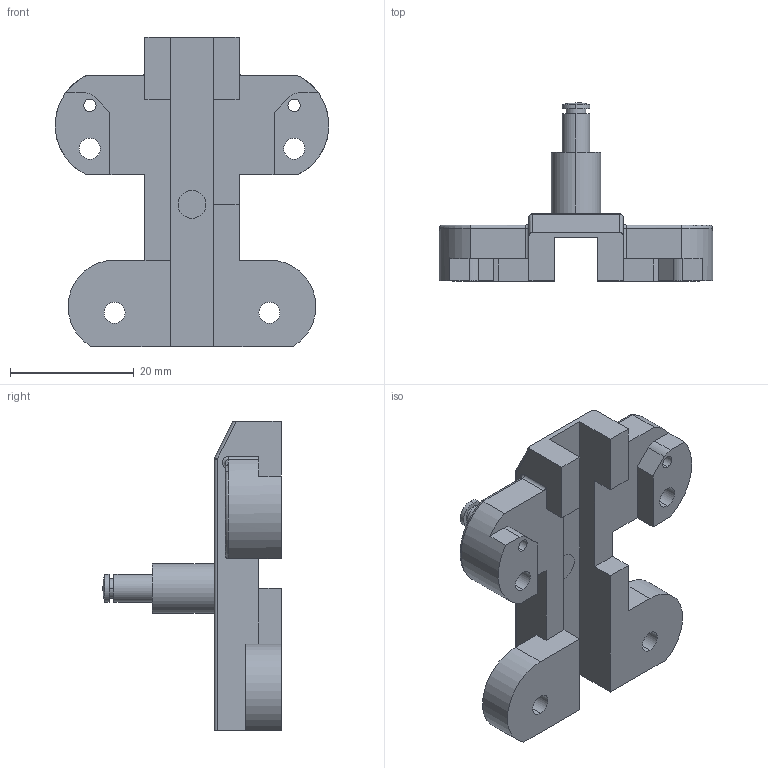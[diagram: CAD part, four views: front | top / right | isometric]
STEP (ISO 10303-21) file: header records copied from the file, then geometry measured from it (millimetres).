
FILE_DESCRIPTION (( 'STEP AP214' ), '1' );
FILE_NAME ('Carriage Retainer Base.STEP', '2025-07-06T08:34:27', ( '' ), ( '' ), 'SwSTEP 2.0', 'SolidWorks 2025', '' );
FILE_SCHEMA (( 'AUTOMOTIVE_DESIGN' ));
Length unit declared in the file: millimetre
Products named in the file (1): Carriage Retainer Base
Bounding box: 44.15 x 28.8 x 50 mm (x, y, z)
Volume: 10108.2 mm3; surface area: 6365.3 mm2
Topology: 2 solids, 2 shells, 90 faces, 236 edges, 152 vertices
Faces by surface type: plane 42, cylinder 41, torus 4, sphere 3
Entity records: 3398 total; most frequent: CARTESIAN_POINT 508, DIRECTION 487, ORIENTED_EDGE 462, EDGE_CURVE 231, AXIS2_PLACEMENT_3D 173, VERTEX_POINT 150, VECTOR 141, LINE 141
